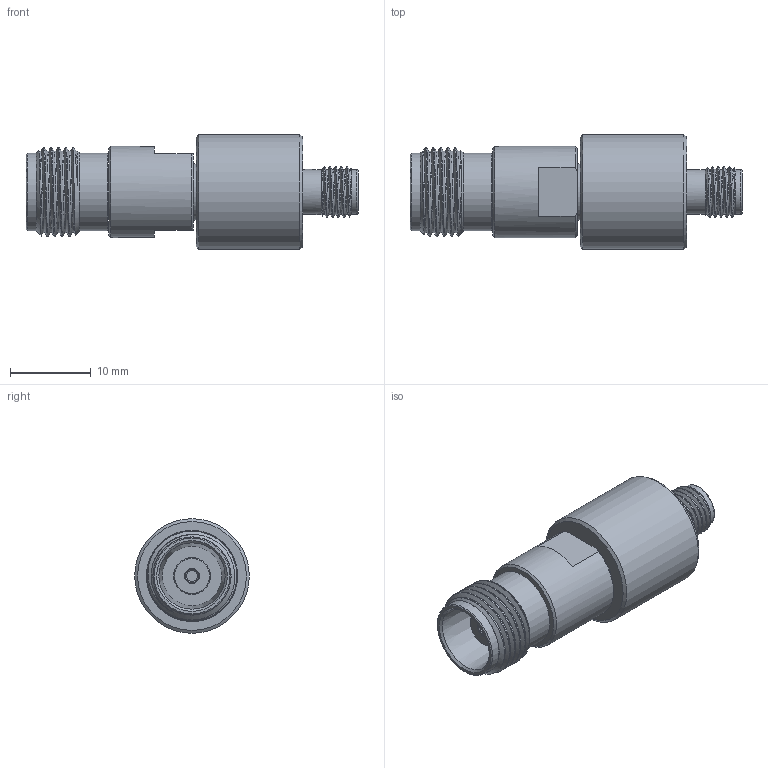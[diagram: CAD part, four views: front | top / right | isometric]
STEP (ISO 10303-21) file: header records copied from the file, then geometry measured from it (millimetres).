
FILE_DESCRIPTION (( 'STEP AP203' ), '1' );
FILE_NAME ('PE9442_3D.STEP', '2020-11-30T18:52:45', ( '' ), ( '' ), 'SwSTEP 2.0', 'SolidWorks 2018', '' );
FILE_SCHEMA (( 'CONFIG_CONTROL_DESIGN' ));
Length unit declared in the file: inch
Products named in the file (1): PE9442_3D
Bounding box: 41.15 x 14.22 x 14.22 mm (x, y, z)
Volume: 3753.1 mm3; surface area: 2404.3 mm2
Topology: 1 solids, 1 shells, 98 faces, 231 edges, 147 vertices
Faces by surface type: plane 50, cone 21, cylinder 20, bspline 6, torus 1
Full cylindrical faces by diameter (mm): 0.94 x1, 1.194 x1, 1.346 x1, 1.854 x1, 4.572 x2, 5.582 x3, 7.005 x1, 9.652 x2, 11.303 x1, 14.224 x1
Entity records: 5328 total; most frequent: CARTESIAN_POINT 3268, DIRECTION 402, ORIENTED_EDGE 384, EDGE_CURVE 192, AXIS2_PLACEMENT_3D 169, VERTEX_POINT 134, EDGE_LOOP 134, FACE_OUTER_BOUND 112
